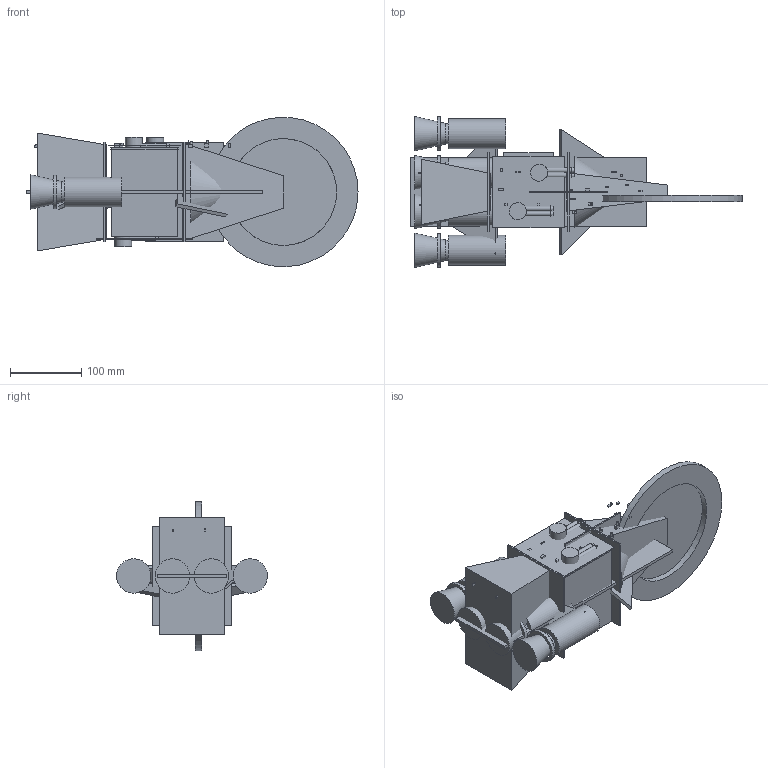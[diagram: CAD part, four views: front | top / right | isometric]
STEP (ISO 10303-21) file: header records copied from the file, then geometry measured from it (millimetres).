
FILE_DESCRIPTION(('FreeCAD Model'),'2;1');
FILE_NAME('Open CASCADE Shape Model','2025-11-27T12:56:35',('Author'),( ''),'Open CASCADE STEP processor 7.8','FreeCAD','Unknown');
FILE_SCHEMA(('AUTOMOTIVE_DESIGN { 1 0 10303 214 1 1 1 1 }'));
Length unit declared in the file: millimetre
Products named in the file (63): CC_OuterSkin_Solid; Bus; Ship_Hull; TurretBase_1; HyperRing; Fin_Right; Fin_Left; TurretBase_2; TurretMount_1; Cannon_1_2; Cannon_1_1; TurretMount_2; Cannon_2_1; Cannon_2_2; TurretBase_3; Cannon_3_2; MainEngine_1; TurretMount_3; Cannon_3_1; EngineGlow_1; MainEngine_3; EngineGlow_3; MainEngine_2; EngineGlow_2; EngineGlow_4; Greeble_2; MainEngine_4; Greeble_0; Greeble_1; GreebleCyl_3; Greeble_4; CC_Cross_Rib; Honeycomb_Shield; GreebleCyl_21; CC_Internal_Rib; Whipple_Bumper; Whipple_Rear_Wall; GradedZ_Patch_Marker; MLI_Blanket_Marker; Right_Armor ...
Bounding box: 466.5 x 212.09 x 209.73 mm (x, y, z)
Volume: 5305481.1 mm3; surface area: 841204.5 mm2
Topology: 84 solids, 84 shells, 387 faces, 654 edges, 436 vertices
Faces by surface type: bspline 371, plane 16
Entity records: 25761 total; most frequent: CARTESIAN_POINT 14851, B_SPLINE_CURVE_WITH_KNOTS 1749, ORIENTED_EDGE 1308, PCURVE 1308, DEFINITIONAL_REPRESENTATION 1308, EDGE_CURVE 654, SURFACE_CURVE 608, VERTEX_POINT 436
